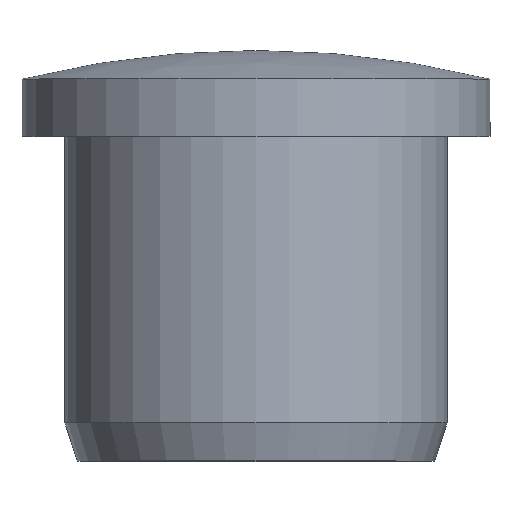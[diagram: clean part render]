
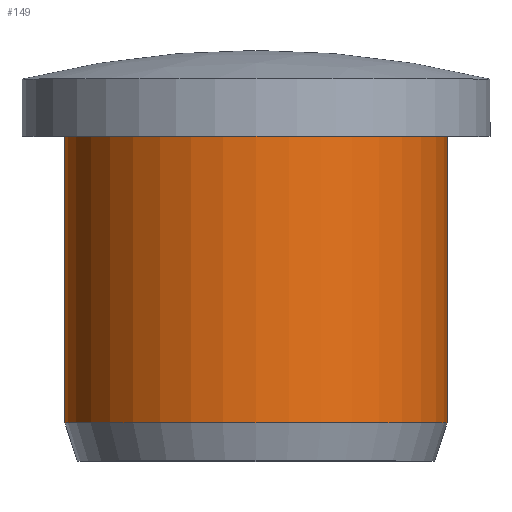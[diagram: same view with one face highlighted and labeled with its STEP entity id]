
A CAD part, top view. The second image highlights one B-rep face of the part: STEP entity #149.
In plain terms, the highlighted cylindrical face has radius 10 mm (diameter 20 mm), a partial arc.
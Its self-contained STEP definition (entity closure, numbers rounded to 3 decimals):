
#3 = EDGE_LOOP ( 'NONE', ( #20, #98, #36, #96 ) ) ;
#19 = EDGE_CURVE ( 'NONE', #308, #155, #325, .T. ) ;
#20 = ORIENTED_EDGE ( 'NONE', *, *, #89, .T. ) ;
#23 = CARTESIAN_POINT ( 'NONE',  ( 0., 2., 0. ) ) ;
#24 = CYLINDRICAL_SURFACE ( 'NONE', #238, 10. ) ;
#36 = ORIENTED_EDGE ( 'NONE', *, *, #19, .F. ) ;
#52 = VECTOR ( 'NONE', #351, 1000. ) ;
#89 = EDGE_CURVE ( 'NONE', #393, #247, #357, .T. ) ;
#95 = CARTESIAN_POINT ( 'NONE',  ( 10., 20.7, 0. ) ) ;
#96 = ORIENTED_EDGE ( 'NONE', *, *, #316, .F. ) ;
#98 = ORIENTED_EDGE ( 'NONE', *, *, #343, .T. ) ;
#105 = CARTESIAN_POINT ( 'NONE',  ( -10., 2., 0. ) ) ;
#119 = LINE ( 'NONE', #240, #251 ) ;
#149 = ADVANCED_FACE ( 'NONE', ( #255 ), #24, .T. ) ;
#155 = VERTEX_POINT ( 'NONE', #284 ) ;
#157 = DIRECTION ( 'NONE',  ( 0., 1., 0. ) ) ;
#158 = CARTESIAN_POINT ( 'NONE',  ( 10., 2., 0. ) ) ;
#173 = DIRECTION ( 'NONE',  ( -1., 0., 0. ) ) ;
#238 = AXIS2_PLACEMENT_3D ( 'NONE', #315, #157, #401 ) ;
#240 = CARTESIAN_POINT ( 'NONE',  ( -10., 20.7, 0. ) ) ;
#242 = DIRECTION ( 'NONE',  ( 0., 1., 0. ) ) ;
#247 = VERTEX_POINT ( 'NONE', #158 ) ;
#248 = AXIS2_PLACEMENT_3D ( 'NONE', #302, #242, #173 ) ;
#251 = VECTOR ( 'NONE', #265, 1000. ) ;
#255 = FACE_OUTER_BOUND ( 'NONE', #3, .T. ) ;
#265 = DIRECTION ( 'NONE',  ( 0., 1., 0. ) ) ;
#284 = CARTESIAN_POINT ( 'NONE',  ( 10., 17., 0. ) ) ;
#297 = AXIS2_PLACEMENT_3D ( 'NONE', #23, #367, #339 ) ;
#302 = CARTESIAN_POINT ( 'NONE',  ( 0., 17., 0. ) ) ;
#308 = VERTEX_POINT ( 'NONE', #324 ) ;
#315 = CARTESIAN_POINT ( 'NONE',  ( 0., 20.7, 0. ) ) ;
#316 = EDGE_CURVE ( 'NONE', #393, #308, #119, .T. ) ;
#324 = CARTESIAN_POINT ( 'NONE',  ( -10., 17., 0. ) ) ;
#325 = CIRCLE ( 'NONE', #248, 10. ) ;
#339 = DIRECTION ( 'NONE',  ( -1., 0., 0. ) ) ;
#343 = EDGE_CURVE ( 'NONE', #247, #155, #365, .T. ) ;
#351 = DIRECTION ( 'NONE',  ( 0., 1., 0. ) ) ;
#357 = CIRCLE ( 'NONE', #297, 10. ) ;
#365 = LINE ( 'NONE', #95, #52 ) ;
#367 = DIRECTION ( 'NONE',  ( 0., 1., 0. ) ) ;
#393 = VERTEX_POINT ( 'NONE', #105 ) ;
#401 = DIRECTION ( 'NONE',  ( -1., 0., 0. ) ) ;
